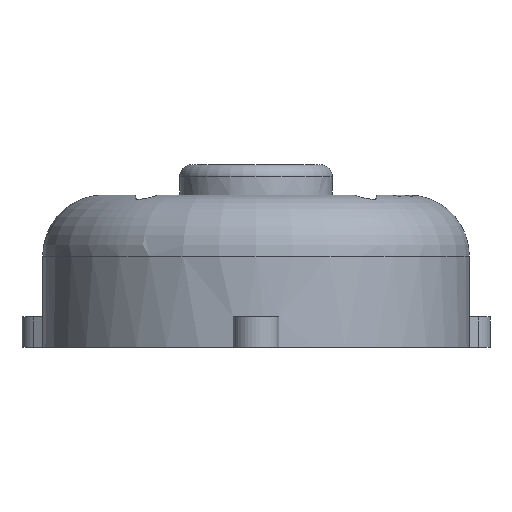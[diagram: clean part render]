
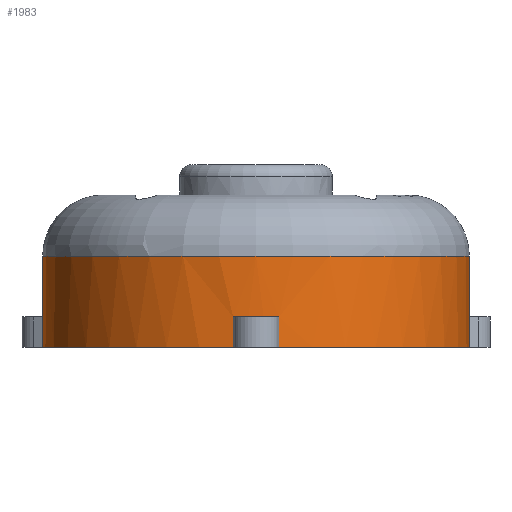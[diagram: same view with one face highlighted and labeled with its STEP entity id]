
A CAD part, front view. The second image highlights one B-rep face of the part: STEP entity #1983.
In plain terms, the highlighted cylindrical face has radius 3.5 mm (diameter 7 mm), a partial arc.
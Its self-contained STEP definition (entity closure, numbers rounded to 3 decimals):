
#55 = EDGE_CURVE ( 'NONE', #2374, #752, #863, .T. ) ;
#72 = VECTOR ( 'NONE', #552, 1000. ) ;
#100 = VECTOR ( 'NONE', #3076, 1000. ) ;
#102 = AXIS2_PLACEMENT_3D ( 'NONE', #1759, #2282, #2529 ) ;
#134 = VERTEX_POINT ( 'NONE', #2499 ) ;
#148 = VERTEX_POINT ( 'NONE', #1425 ) ;
#254 = AXIS2_PLACEMENT_3D ( 'NONE', #2673, #1904, #848 ) ;
#267 = VERTEX_POINT ( 'NONE', #740 ) ;
#280 = VERTEX_POINT ( 'NONE', #2946 ) ;
#292 = DIRECTION ( 'NONE',  ( 0., 0., -1. ) ) ;
#301 = EDGE_CURVE ( 'NONE', #148, #2374, #484, .T. ) ;
#318 = DIRECTION ( 'NONE',  ( 1., 0., 0. ) ) ;
#331 = CARTESIAN_POINT ( 'NONE',  ( 0., 0., -1.25 ) ) ;
#375 = CARTESIAN_POINT ( 'NONE',  ( -0.375, -3.48, -1.25 ) ) ;
#384 = ORIENTED_EDGE ( 'NONE', *, *, #2053, .T. ) ;
#411 = ORIENTED_EDGE ( 'NONE', *, *, #1907, .T. ) ;
#484 = CIRCLE ( 'NONE', #3122, 3.5 ) ;
#509 = CIRCLE ( 'NONE', #2235, 3.5 ) ;
#520 = LINE ( 'NONE', #1484, #100 ) ;
#552 = DIRECTION ( 'NONE',  ( 0., 0., -1. ) ) ;
#609 = VERTEX_POINT ( 'NONE', #2769 ) ;
#686 = EDGE_CURVE ( 'NONE', #752, #2531, #3302, .T. ) ;
#701 = CARTESIAN_POINT ( 'NONE',  ( -3.5, 0., -1.25 ) ) ;
#740 = CARTESIAN_POINT ( 'NONE',  ( 0.375, -3.48, -1.25 ) ) ;
#752 = VERTEX_POINT ( 'NONE', #701 ) ;
#782 = AXIS2_PLACEMENT_3D ( 'NONE', #331, #1599, #2656 ) ;
#817 = ORIENTED_EDGE ( 'NONE', *, *, #2080, .F. ) ;
#848 = DIRECTION ( 'NONE',  ( -1., 0., 0. ) ) ;
#860 = FACE_OUTER_BOUND ( 'NONE', #2636, .T. ) ;
#863 = LINE ( 'NONE', #1390, #1056 ) ;
#892 = ORIENTED_EDGE ( 'NONE', *, *, #686, .T. ) ;
#1022 = ORIENTED_EDGE ( 'NONE', *, *, #1851, .T. ) ;
#1029 = LINE ( 'NONE', #3124, #72 ) ;
#1056 = VECTOR ( 'NONE', #292, 1000. ) ;
#1207 = LINE ( 'NONE', #1943, #3203 ) ;
#1325 = CARTESIAN_POINT ( 'NONE',  ( 0., 0., 0.25 ) ) ;
#1390 = CARTESIAN_POINT ( 'NONE',  ( -3.5, 0., 1.25 ) ) ;
#1425 = CARTESIAN_POINT ( 'NONE',  ( 3.5, 0., 0.25 ) ) ;
#1484 = CARTESIAN_POINT ( 'NONE',  ( -0.375, -3.48, -0.75 ) ) ;
#1599 = DIRECTION ( 'NONE',  ( 0., 0., 1. ) ) ;
#1759 = CARTESIAN_POINT ( 'NONE',  ( 0., 0., -1.25 ) ) ;
#1851 = EDGE_CURVE ( 'NONE', #280, #267, #1029, .T. ) ;
#1868 = CARTESIAN_POINT ( 'NONE',  ( -3.5, 0., 0.25 ) ) ;
#1904 = DIRECTION ( 'NONE',  ( 0., 0., -1. ) ) ;
#1907 = EDGE_CURVE ( 'NONE', #134, #280, #509, .T. ) ;
#1943 = CARTESIAN_POINT ( 'NONE',  ( 3.5, 0., 1.25 ) ) ;
#1983 = ADVANCED_FACE ( 'NONE', ( #860 ), #2126, .T. ) ;
#2053 = EDGE_CURVE ( 'NONE', #267, #609, #2181, .T. ) ;
#2080 = EDGE_CURVE ( 'NONE', #148, #609, #1207, .T. ) ;
#2126 = CYLINDRICAL_SURFACE ( 'NONE', #254, 3.5 ) ;
#2181 = CIRCLE ( 'NONE', #782, 3.5 ) ;
#2235 = AXIS2_PLACEMENT_3D ( 'NONE', #2307, #2848, #2805 ) ;
#2282 = DIRECTION ( 'NONE',  ( 0., 0., 1. ) ) ;
#2307 = CARTESIAN_POINT ( 'NONE',  ( 0., 0., -0.75 ) ) ;
#2374 = VERTEX_POINT ( 'NONE', #1868 ) ;
#2498 = DIRECTION ( 'NONE',  ( 0., 0., -1. ) ) ;
#2499 = CARTESIAN_POINT ( 'NONE',  ( -0.375, -3.48, -0.75 ) ) ;
#2529 = DIRECTION ( 'NONE',  ( 1., 0., 0. ) ) ;
#2531 = VERTEX_POINT ( 'NONE', #375 ) ;
#2566 = ORIENTED_EDGE ( 'NONE', *, *, #301, .T. ) ;
#2636 = EDGE_LOOP ( 'NONE', ( #817, #2566, #2919, #892, #3134, #411, #1022, #384 ) ) ;
#2656 = DIRECTION ( 'NONE',  ( 1., 0., 0. ) ) ;
#2673 = CARTESIAN_POINT ( 'NONE',  ( 0., 0., 1.25 ) ) ;
#2769 = CARTESIAN_POINT ( 'NONE',  ( 3.5, 0., -1.25 ) ) ;
#2805 = DIRECTION ( 'NONE',  ( -1., 0., 0. ) ) ;
#2848 = DIRECTION ( 'NONE',  ( 0., 0., 1. ) ) ;
#2919 = ORIENTED_EDGE ( 'NONE', *, *, #55, .T. ) ;
#2946 = CARTESIAN_POINT ( 'NONE',  ( 0.375, -3.48, -0.75 ) ) ;
#3076 = DIRECTION ( 'NONE',  ( 0., 0., -1. ) ) ;
#3087 = EDGE_CURVE ( 'NONE', #134, #2531, #520, .T. ) ;
#3122 = AXIS2_PLACEMENT_3D ( 'NONE', #1325, #3143, #318 ) ;
#3124 = CARTESIAN_POINT ( 'NONE',  ( 0.375, -3.48, -0.75 ) ) ;
#3134 = ORIENTED_EDGE ( 'NONE', *, *, #3087, .F. ) ;
#3143 = DIRECTION ( 'NONE',  ( 0., 0., -1. ) ) ;
#3203 = VECTOR ( 'NONE', #2498, 1000. ) ;
#3302 = CIRCLE ( 'NONE', #102, 3.5 ) ;
